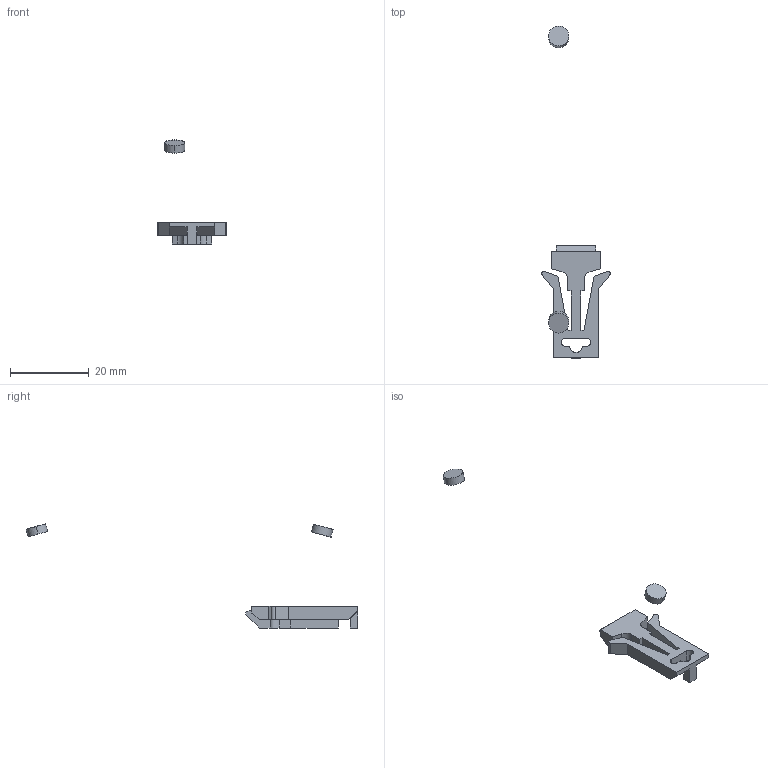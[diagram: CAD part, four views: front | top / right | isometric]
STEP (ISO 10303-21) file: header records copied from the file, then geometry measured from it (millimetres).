
FILE_DESCRIPTION((''),'2;1');
FILE_NAME('ASM0001_ASM','2012-03-31T',('SESA181470'),('Schneider-Electric'),'PRO/ENGINEER BY PARAMETRIC TECHNOLOGY CORPORATION, 2009400','PRO/ENGINEER BY PARAMETRIC TECHNOLOGY CORPORATION, 2009400','');
FILE_SCHEMA(('CONFIG_CONTROL_DESIGN'));
Length unit declared in the file: millimetre
Products named in the file (4): COQUE_1_1; CLIP_1_1; CACHE_1_1; ASM0001_ASM
Assembly tree (4 placements, depth 2):
  ASM0001_ASM
    COQUE_1_1
    CLIP_1_1
    CACHE_1_1  x2
Bounding box: 17.41 x 84.18 x 26.42 mm (x, y, z)
Volume: 1129 mm3; surface area: 1374.5 mm2
Topology: 3 solids, 3 shells, 58 faces, 167 edges, 114 vertices
Faces by surface type: plane 47, cylinder 11
Entity records: 7795 total; most frequent: CARTESIAN_POINT 1435, ORIENTED_EDGE 1346, DIRECTION 1221, EDGE_CURVE 673, VECTOR 601, LINE 601, VERTEX_POINT 454, AXIS2_PLACEMENT_3D 310
